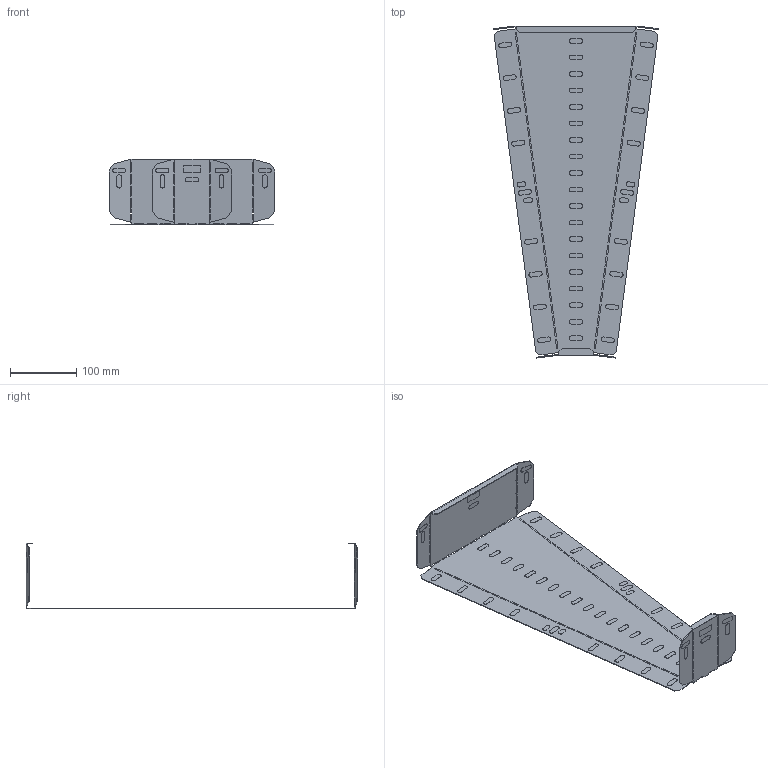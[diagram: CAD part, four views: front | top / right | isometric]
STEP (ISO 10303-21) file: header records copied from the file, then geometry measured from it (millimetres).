
FILE_DESCRIPTION(/* description */ (''),/* implementation_level */ '2;1');
FILE_NAME(/* name */ '487819.stp',/* time_stamp */ '2023-12-19T13:55:33+01:00',/* author */ ('bonnaudn'),/* organization */ (''),/* preprocessor_version */ 'ST-DEVELOPER v19.2',/* originating_system */ 'AutoCAD Mechanical',/* authorisation */ '');
FILE_SCHEMA (('AUTOMOTIVE_DESIGN { 1 0 10303 214 3 1 1 }'));
Length unit declared in the file: millimetre
Products named in the file (1): Product
Bounding box: 250.41 x 502.25 x 99.66 mm (x, y, z)
Volume: 127767 mm3; surface area: 275380.7 mm2
Topology: 1 solids, 215 shells, 410 faces, 1624 edges, 1368 vertices
Faces by surface type: plane 410
Entity records: 17435 total; most frequent: CARTESIAN_POINT 3405, DIRECTION 2654, ORIENTED_EDGE 2396, EDGE_CURVE 1626, LINE 1420, VECTOR 1420, VERTEX_POINT 1368, AXIS2_PLACEMENT_3D 617
